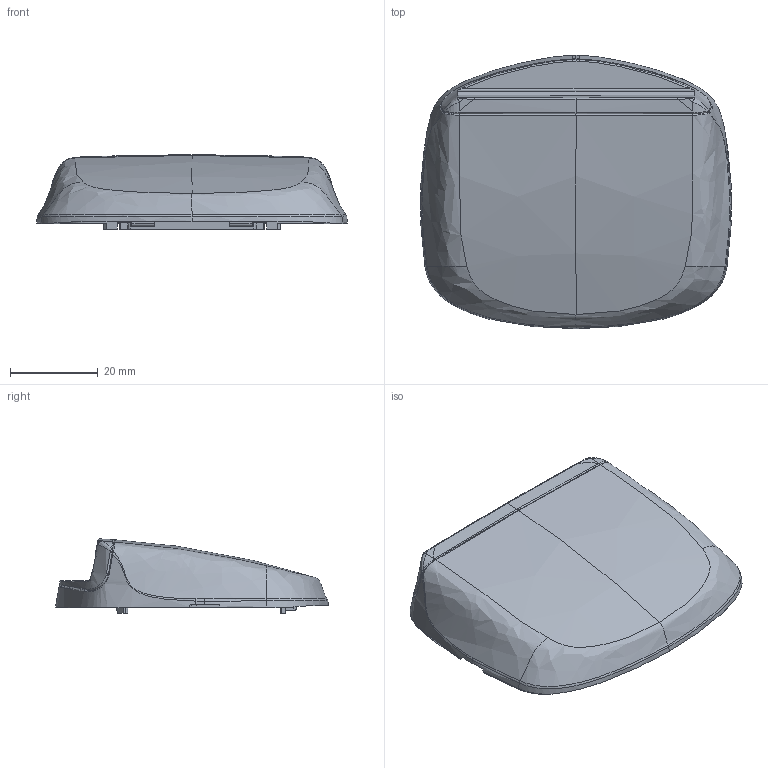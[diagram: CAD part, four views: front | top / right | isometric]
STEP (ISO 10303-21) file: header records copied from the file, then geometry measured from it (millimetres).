
FILE_DESCRIPTION(('CATIA V5 STEP Exchange','CAx-IF Rec.Pracs.--- Model Styling and Organization---1.5--- 2016-08-15','CAx-IF Rec.Pracs.---Supplemental Geometry---1.0---2011-11-01','CAx-IF Rec.Pracs.--- Composite Materials ---1.1---2010-07-15'),'2;1');
FILE_NAME('CB0010s.stp','2023-10-05T09:04:47+00:00',('none'),('none'),'CATIA Version 5-6 Release 2020 SP3','CATIA V5 STEP AP214 v2','none');
FILE_SCHEMA(('AUTOMOTIVE_DESIGN { 1 0 10303 214 1 1 1 1 }'));
Products named in the file (4): 068209 ; 0043D58; 0073E43; 0099636
Assembly tree (3 placements, depth 2):
  068209 
    0043D58
    0073E43
    0099636
Bounding box: 70.85 x 62.3 x 16.93 mm (x, y, z)
Volume: 14173.6 mm3; surface area: 19063.8 mm2
Topology: 3 solids, 3 shells, 731 faces, 2134 edges, 1398 vertices
Faces by surface type: plane 424, bspline 157, cylinder 126, cone 10, sphere 8, extrusion 6
Entity records: 57226 total; most frequent: CARTESIAN_POINT 40714, ORIENTED_EDGE 4254, EDGE_CURVE 2127, DIRECTION 2029, VERTEX_POINT 1398, B_SPLINE_CURVE_WITH_KNOTS 1024, VECTOR 961, LINE 955
